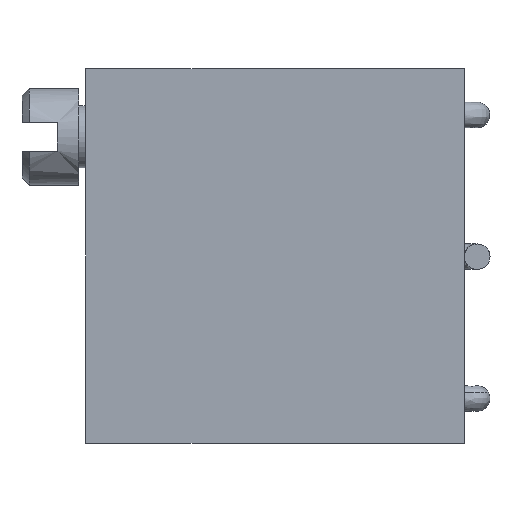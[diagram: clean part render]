
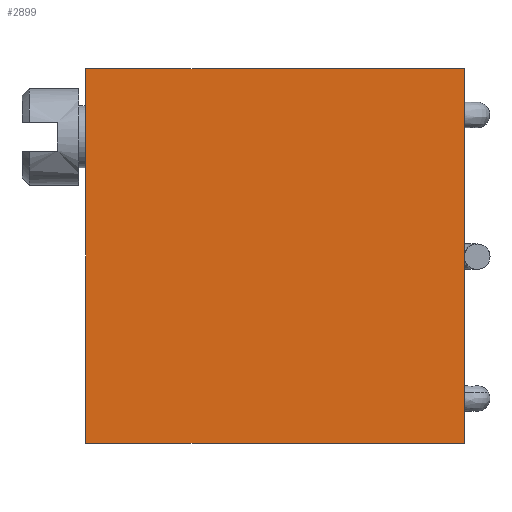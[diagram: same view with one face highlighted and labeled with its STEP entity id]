
A CAD part, front view. The second image highlights one B-rep face of the part: STEP entity #2899.
In plain terms, the highlighted free-form (B-spline) face has degree [1, 1] with [2, 2] control points.
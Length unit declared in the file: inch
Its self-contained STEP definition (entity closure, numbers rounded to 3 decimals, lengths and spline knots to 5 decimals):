
#14=DIRECTION('',(1.,0.,0.));
#15=VECTOR('',#14,0.267);
#16=CARTESIAN_POINT('',(-0.224,-0.132,0.));
#17=LINE('',#16,#15);
#22=DIRECTION('',(0.,1.,0.));
#23=VECTOR('',#22,0.264);
#24=CARTESIAN_POINT('',(0.043,-0.132,0.));
#25=LINE('',#24,#23);
#29=DIRECTION('',(-1.,0.,0.));
#30=VECTOR('',#29,0.267);
#31=CARTESIAN_POINT('',(0.043,0.132,0.));
#32=LINE('',#31,#30);
#36=DIRECTION('',(0.,-1.,0.));
#37=VECTOR('',#36,0.264);
#38=CARTESIAN_POINT('',(-0.224,0.132,0.));
#39=LINE('',#38,#37);
#2448=CARTESIAN_POINT('',(-0.224,-0.132,0.));
#2449=CARTESIAN_POINT('',(0.043,-0.132,0.));
#2450=VERTEX_POINT('',#2448);
#2451=VERTEX_POINT('',#2449);
#2452=CARTESIAN_POINT('',(0.043,0.132,0.));
#2453=VERTEX_POINT('',#2452);
#2454=CARTESIAN_POINT('',(-0.224,0.132,0.));
#2455=VERTEX_POINT('',#2454);
#2884=CARTESIAN_POINT('',(-0.22934,-0.13728,0.));
#2885=CARTESIAN_POINT('',(-0.22934,0.13728,0.));
#2886=CARTESIAN_POINT('',(0.04834,-0.13728,0.));
#2887=CARTESIAN_POINT('',(0.04834,0.13728,0.));
#2888=B_SPLINE_SURFACE_WITH_KNOTS('',1,1,((#2884,#2885),(#2886,#2887)),
.UNSPECIFIED.,.F.,.F.,.F.,(2,2),(2,2),(-0.22934,0.04834),(-0.13728,
0.13728),.UNSPECIFIED.);
#2890=ORIENTED_EDGE('',*,*,#2889,.T.);
#2892=ORIENTED_EDGE('',*,*,#2891,.T.);
#2894=ORIENTED_EDGE('',*,*,#2893,.T.);
#2896=ORIENTED_EDGE('',*,*,#2895,.T.);
#2897=EDGE_LOOP('',(#2890,#2892,#2894,#2896));
#2898=FACE_OUTER_BOUND('',#2897,.F.);
#2899=ADVANCED_FACE('',(#2898),#2888,.F.);
#2889=EDGE_CURVE('',#2450,#2451,#17,.T.);
#2891=EDGE_CURVE('',#2451,#2453,#25,.T.);
#2893=EDGE_CURVE('',#2453,#2455,#32,.T.);
#2895=EDGE_CURVE('',#2455,#2450,#39,.T.);
